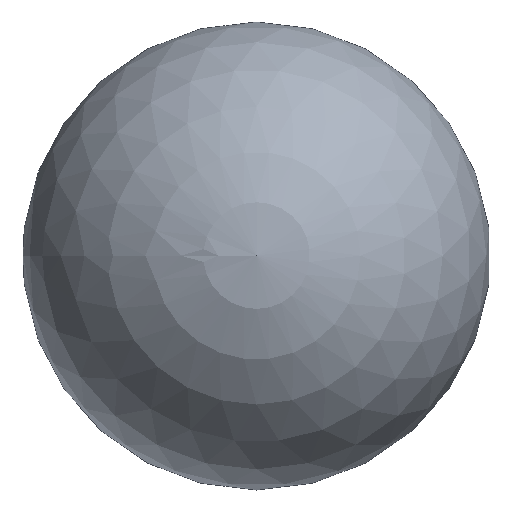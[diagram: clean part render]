
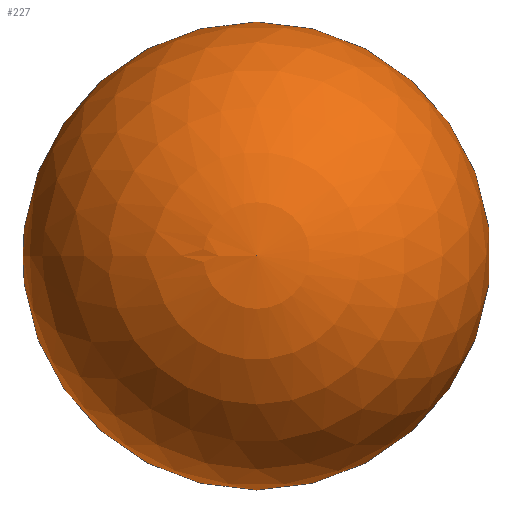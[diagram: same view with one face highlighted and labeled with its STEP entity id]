
A CAD part, top view. The second image highlights one B-rep face of the part: STEP entity #227.
In plain terms, the highlighted spherical face has radius 17 mm.
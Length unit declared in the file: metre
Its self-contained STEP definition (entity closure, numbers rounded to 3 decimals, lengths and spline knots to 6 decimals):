
#17=SPHERICAL_SURFACE('',#265,0.017);
#68=ORIENTED_EDGE('',*,*,#125,.F.);
#125=EDGE_CURVE('',#154,#154,#171,.T.);
#154=VERTEX_POINT('',#388);
#171=CIRCLE('',#266,0.012707);
#183=EDGE_LOOP('',(#68));
#205=FACE_BOUND('',#183,.T.);
#227=ADVANCED_FACE('',(#205),#17,.T.);
#265=AXIS2_PLACEMENT_3D('',#386,#309,#310);
#266=AXIS2_PLACEMENT_3D('',#387,#311,#312);
#309=DIRECTION('',(0.,0.,-1.));
#310=DIRECTION('',(-1.,0.,0.));
#311=DIRECTION('',(0.,0.,-1.));
#312=DIRECTION('',(-1.,0.,0.));
#386=CARTESIAN_POINT('',(0.,0.,0.075));
#387=CARTESIAN_POINT('',(0.,0.,0.063707));
#388=CARTESIAN_POINT('',(-0.012707,0.,0.063707));
